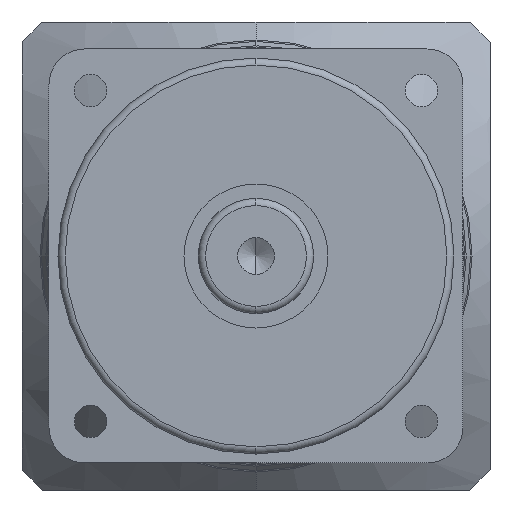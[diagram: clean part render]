
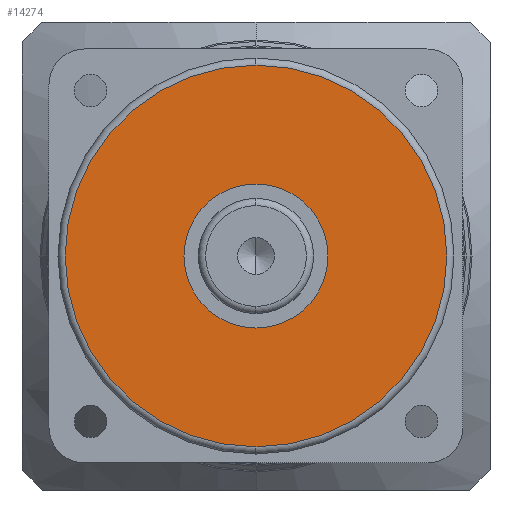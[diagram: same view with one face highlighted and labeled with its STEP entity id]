
A CAD part, left-side view. The second image highlights one B-rep face of the part: STEP entity #14274.
In plain terms, the highlighted planar face has unit normal (-1, 0, 0).
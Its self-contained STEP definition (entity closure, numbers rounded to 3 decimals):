
#4241=CARTESIAN_POINT('',(-22.,0.,0.));
#4242=DIRECTION('',(-1.,0.,0.));
#4243=DIRECTION('',(0.,0.,1.));
#4244=AXIS2_PLACEMENT_3D('',#4241,#4242,#4243);
#4246=CARTESIAN_POINT('',(-22.,0.,0.));
#4247=DIRECTION('',(-1.,0.,0.));
#4248=DIRECTION('',(0.,0.,-1.));
#4249=AXIS2_PLACEMENT_3D('',#4246,#4247,#4248);
#4251=CARTESIAN_POINT('',(-22.,0.,0.));
#4252=DIRECTION('',(1.,0.,0.));
#4253=DIRECTION('',(0.,0.,1.));
#4254=AXIS2_PLACEMENT_3D('',#4251,#4252,#4253);
#4256=CARTESIAN_POINT('',(-22.,0.,0.));
#4257=DIRECTION('',(1.,0.,0.));
#4258=DIRECTION('',(0.,0.,-1.));
#4259=AXIS2_PLACEMENT_3D('',#4256,#4257,#4258);
#11381=CARTESIAN_POINT('',(-22.,0.,-20.));
#11382=VERTEX_POINT('',#11381);
#11671=CARTESIAN_POINT('',(-22.,0.,53.));
#11672=CARTESIAN_POINT('',(-22.,0.,-53.));
#11673=VERTEX_POINT('',#11671);
#11674=VERTEX_POINT('',#11672);
#11839=CARTESIAN_POINT('',(-22.,0.,20.));
#11840=VERTEX_POINT('',#11839);
#14259=CARTESIAN_POINT('',(-22.,0.,0.));
#14260=DIRECTION('',(-1.,0.,0.));
#14261=DIRECTION('',(0.,0.,1.));
#14262=AXIS2_PLACEMENT_3D('',#14259,#14260,#14261);
#14263=PLANE('',#14262);
#14264=ORIENTED_EDGE('',*,*,#14239,.F.);
#14265=ORIENTED_EDGE('',*,*,#14252,.F.);
#14266=EDGE_LOOP('',(#14264,#14265));
#14267=FACE_OUTER_BOUND('',#14266,.F.);
#14269=ORIENTED_EDGE('',*,*,#14268,.F.);
#14271=ORIENTED_EDGE('',*,*,#14270,.F.);
#14272=EDGE_LOOP('',(#14269,#14271));
#14273=FACE_BOUND('',#14272,.F.);
#14274=ADVANCED_FACE('',(#14267,#14273),#14263,.T.);
#4245=CIRCLE('',#4244,53.);
#4250=CIRCLE('',#4249,53.);
#4255=CIRCLE('',#4254,20.);
#4260=CIRCLE('',#4259,20.);
#14239=EDGE_CURVE('',#11673,#11674,#4245,.T.);
#14252=EDGE_CURVE('',#11674,#11673,#4250,.T.);
#14268=EDGE_CURVE('',#11840,#11382,#4255,.T.);
#14270=EDGE_CURVE('',#11382,#11840,#4260,.T.);
